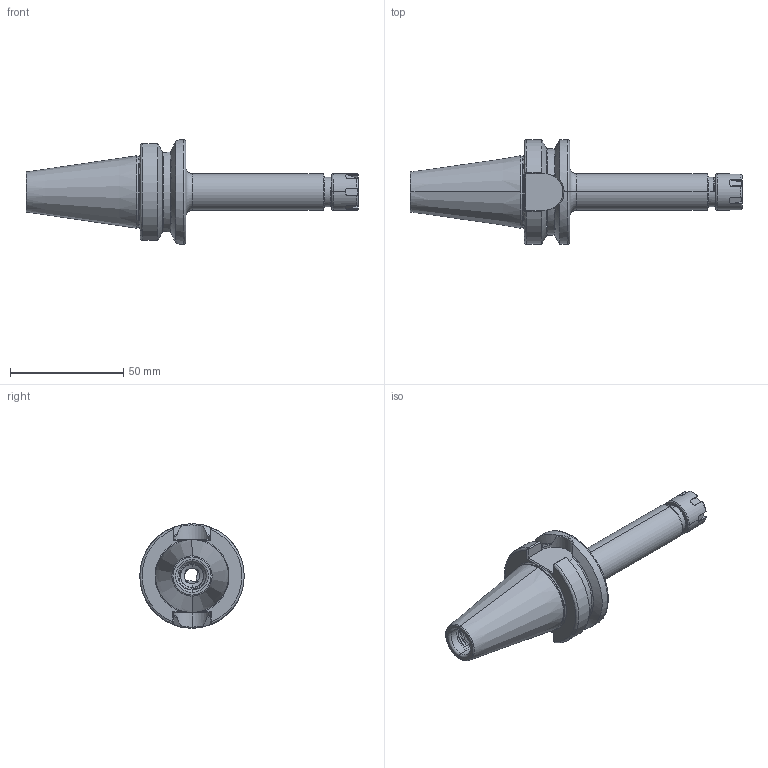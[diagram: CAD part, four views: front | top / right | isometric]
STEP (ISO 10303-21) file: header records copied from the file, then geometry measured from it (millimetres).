
FILE_DESCRIPTION (( 'STEP AP203' ), '1' );
FILE_NAME ('305.02.07.1.STEP', '2016-11-25T10:01:39', ( '' ), ( '' ), 'SwSTEP 2.0', 'SolidWorks 2012', '' );
FILE_SCHEMA (( 'CONFIG_CONTROL_DESIGN' ));
Length unit declared in the file: millimetre
Products named in the file (3): 305.02.07.1; 2-01.300.0110120D4_ER11螺帽(M型)
Assembly tree (2 placements, depth 2):
  305.02.07.1
    305.02.07.1
    2-01.300.0110120D4_ER11螺帽(M型)
Bounding box: 146.3 x 46 x 46 mm (x, y, z)
Volume: 58431.3 mm3; surface area: 20351.1 mm2
Topology: 2 solids, 2 shells, 361 faces, 960 edges, 602 vertices
Faces by surface type: cylinder 157, plane 87, torus 57, bspline 38, cone 22
Entity records: 22485 total; most frequent: CARTESIAN_POINT 14357, ORIENTED_EDGE 1916, DIRECTION 1373, EDGE_CURVE 958, VERTEX_POINT 602, AXIS2_PLACEMENT_3D 520, EDGE_LOOP 366, FACE_OUTER_BOUND 361
